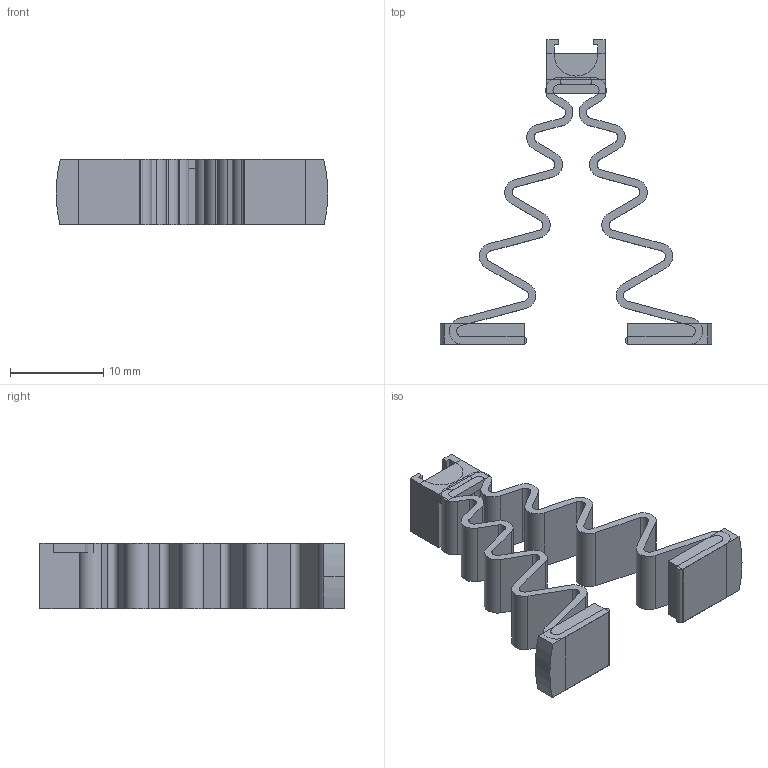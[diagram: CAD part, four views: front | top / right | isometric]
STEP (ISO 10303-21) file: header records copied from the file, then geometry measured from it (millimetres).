
FILE_DESCRIPTION(('FreeCAD Model'),'2;1');
FILE_NAME('Open CASCADE Shape Model','2024-09-21T20:28:57',(''),(''), 'Open CASCADE STEP processor 7.6','FreeCAD','Unknown');
FILE_SCHEMA(('AUTOMOTIVE_DESIGN { 1 0 10303 214 1 1 1 1 }'));
Length unit declared in the file: millimetre
Products named in the file (4): spring_2; Pad001; Compound; Compound (Mirror #1)
Assembly tree (3 placements, depth 2):
  spring_2
    Pad001
    Compound
    Compound (Mirror #1)
Bounding box: 29.1 x 32.61 x 7 mm (x, y, z)
Volume: 1085.9 mm3; surface area: 2658.8 mm2
Topology: 5 solids, 5 shells, 123 faces, 335 edges, 222 vertices
Faces by surface type: plane 78, cylinder 45
Entity records: 3994 total; most frequent: CARTESIAN_POINT 684, DIRECTION 680, ORIENTED_EDGE 670, EDGE_CURVE 335, LINE 244, VECTOR 244, VERTEX_POINT 222, AXIS2_PLACEMENT_3D 218
